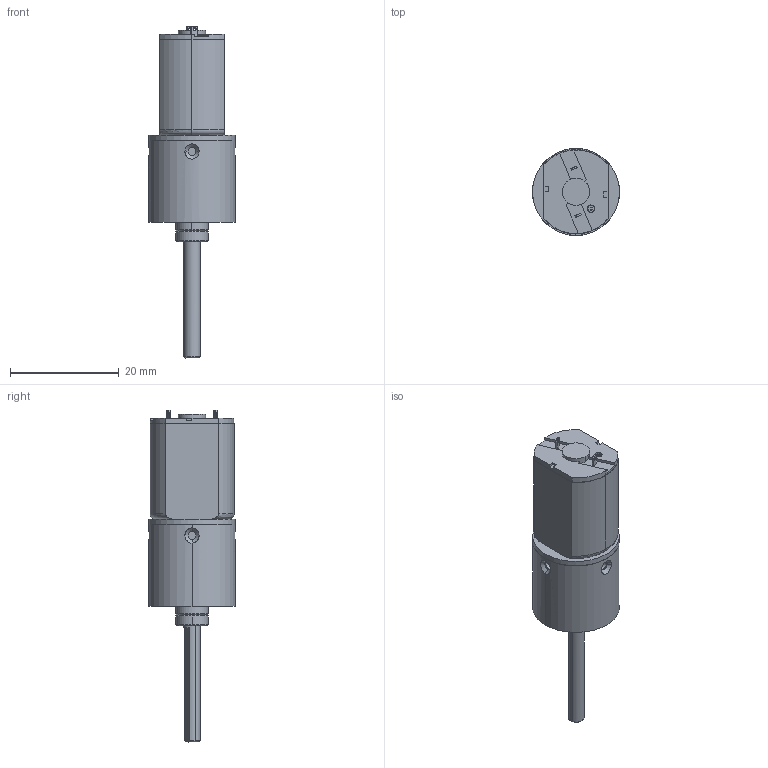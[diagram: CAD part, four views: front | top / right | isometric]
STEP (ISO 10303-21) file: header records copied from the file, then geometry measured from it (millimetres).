
FILE_DESCRIPTION (( 'STEP AP203' ), '1' );
FILE_NAME ('RepeatDriveBrushedMk2 - 3mm.STEP', '2025-03-27T20:05:41', ( '' ), ( '' ), 'SwSTEP 2.0', 'SolidWorks 2021', '' );
FILE_SCHEMA (( 'CONFIG_CONTROL_DESIGN' ));
Length unit declared in the file: millimetre
Products named in the file (10): RepeatDriveBrushedMk2 - 3mm7^RepeatDriveBrushedMk2 - 3mm(2)_RepeatDriveBrushedMk2 - 3mm; RepeatDriveBrushedMk2 - 3mm6^RepeatDriveBrushedMk2 - 3mm(2)_RepeatDriveBrushedMk2 - 3mm; RepeatDriveBrushedMk2 - 3mm; RepeatDriveBrushedMk2 - 3mm5^RepeatDriveBrushedMk2 - 3mm(2)_RepeatDriveBrushedMk2 - 3mm; RepeatDriveBrushedMk2 - 3mm1^RepeatDriveBrushedMk2 - 3mm(2)_RepeatDriveBrushedMk2 - 3mm; RepeatDriveBrushedMk2 - 3mm4^RepeatDriveBrushedMk2 - 3mm(2)_RepeatDriveBrushedMk2 - 3mm; RepeatDriveBrushedMk2 - 3mm(2)^RepeatDriveBrushedMk2 - 3mm; RepeatDriveBrushedMk2 - 3mm8^RepeatDriveBrushedMk2 - 3mm(2)_RepeatDriveBrushedMk2 - 3mm; RepeatDriveBrushedMk2 - 3mm3^RepeatDriveBrushedMk2 - 3mm(2)_RepeatDriveBrushedMk2 - 3mm; RepeatDriveBrushedMk2 - 3mm2^RepeatDriveBrushedMk2 - 3mm(2)_RepeatDriveBrushedMk2 - 3mm
Assembly tree (9 placements, depth 3):
  RepeatDriveBrushedMk2 - 3mm
    RepeatDriveBrushedMk2 - 3mm(2)^RepeatDriveBrushedMk2 - 3mm
      RepeatDriveBrushedMk2 - 3mm1^RepeatDriveBrushedMk2 - 3mm(2)_RepeatDriveBrushedMk2 - 3mm
      RepeatDriveBrushedMk2 - 3mm2^RepeatDriveBrushedMk2 - 3mm(2)_RepeatDriveBrushedMk2 - 3mm
      RepeatDriveBrushedMk2 - 3mm3^RepeatDriveBrushedMk2 - 3mm(2)_RepeatDriveBrushedMk2 - 3mm
      RepeatDriveBrushedMk2 - 3mm4^RepeatDriveBrushedMk2 - 3mm(2)_RepeatDriveBrushedMk2 - 3mm
      RepeatDriveBrushedMk2 - 3mm5^RepeatDriveBrushedMk2 - 3mm(2)_RepeatDriveBrushedMk2 - 3mm
      RepeatDriveBrushedMk2 - 3mm6^RepeatDriveBrushedMk2 - 3mm(2)_RepeatDriveBrushedMk2 - 3mm
      RepeatDriveBrushedMk2 - 3mm7^RepeatDriveBrushedMk2 - 3mm(2)_RepeatDriveBrushedMk2 - 3mm
      RepeatDriveBrushedMk2 - 3mm8^RepeatDriveBrushedMk2 - 3mm(2)_RepeatDriveBrushedMk2 - 3mm
Bounding box: 16 x 16 x 61.1 mm (x, y, z)
Volume: 5316.9 mm3; surface area: 5241.8 mm2
Topology: 8 solids, 8 shells, 963 faces, 2515 edges, 1589 vertices
Faces by surface type: plane 498, cylinder 283, bspline 108, cone 69, torus 5
Full cylindrical faces by diameter (mm): 1.6 x4, 2.1 x2, 3.7 x2, 4.7 x1, 6.1 x1, 14.5 x1, 16 x1
Entity records: 39447 total; most frequent: CARTESIAN_POINT 14909, ORIENTED_EDGE 4978, DIRECTION 4829, EDGE_CURVE 2489, AXIS2_PLACEMENT_3D 1721, VERTEX_POINT 1587, VECTOR 1387, LINE 1387
